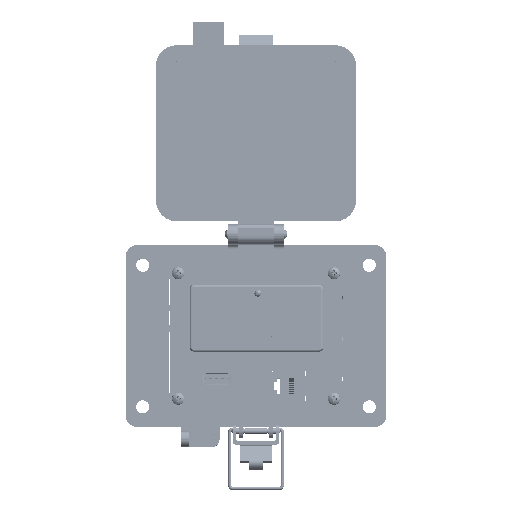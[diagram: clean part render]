
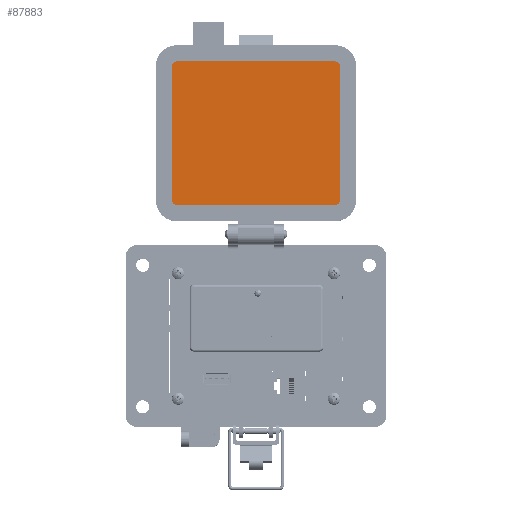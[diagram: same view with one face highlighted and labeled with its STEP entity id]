
A CAD part, top view. The second image highlights one B-rep face of the part: STEP entity #87883.
In plain terms, the highlighted planar face has unit normal (0, 0, 1).
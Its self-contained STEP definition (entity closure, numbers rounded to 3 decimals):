
#403 = CIRCLE ( 'NONE', #172330, 2.299 ) ;
#1785 = VECTOR ( 'NONE', #32753, 1000. ) ;
#3778 = DIRECTION ( 'NONE',  ( 0., -1., 0. ) ) ;
#4133 = DIRECTION ( 'NONE',  ( 0., 1., 0. ) ) ;
#5973 = LINE ( 'NONE', #127149, #1785 ) ;
#9341 = AXIS2_PLACEMENT_3D ( 'NONE', #46321, #140775, #59809 ) ;
#10338 = DIRECTION ( 'NONE',  ( 0., -1., 0. ) ) ;
#11625 = DIRECTION ( 'NONE',  ( 0., 0., -1. ) ) ;
#18255 = CARTESIAN_POINT ( 'NONE',  ( -44.769, 93.196, 19.202 ) ) ;
#23320 = VECTOR ( 'NONE', #10338, 1000. ) ;
#24244 = EDGE_LOOP ( 'NONE', ( #39117, #84533, #132425, #41003, #78799, #136397, #138672, #136828 ) ) ;
#28474 = EDGE_CURVE ( 'NONE', #70744, #139845, #63115, .T. ) ;
#32567 = VERTEX_POINT ( 'NONE', #107298 ) ;
#32753 = DIRECTION ( 'NONE',  ( -1., 0., 0. ) ) ;
#39117 = ORIENTED_EDGE ( 'NONE', *, *, #81251, .F. ) ;
#41003 = ORIENTED_EDGE ( 'NONE', *, *, #79338, .F. ) ;
#43328 = VERTEX_POINT ( 'NONE', #46139 ) ;
#44981 = CARTESIAN_POINT ( 'NONE',  ( -3.279, 128.688, 19.202 ) ) ;
#46139 = CARTESIAN_POINT ( 'NONE',  ( 38.212, 60.004, 19.202 ) ) ;
#46321 = CARTESIAN_POINT ( 'NONE',  ( 39.871, 130.108, 19.202 ) ) ;
#49132 = AXIS2_PLACEMENT_3D ( 'NONE', #147118, #66266, #160687 ) ;
#58502 = DIRECTION ( 'NONE',  ( 1., 0., 0. ) ) ;
#59809 = DIRECTION ( 'NONE',  ( -1., 0., 0. ) ) ;
#63115 = CIRCLE ( 'NONE', #49132, 2.299 ) ;
#64558 = LINE ( 'NONE', #44981, #136424 ) ;
#65383 = CARTESIAN_POINT ( 'NONE',  ( 35.912, 60.004, 19.202 ) ) ;
#66266 = DIRECTION ( 'NONE',  ( 0., 0., -1. ) ) ;
#66662 = CARTESIAN_POINT ( 'NONE',  ( 38.212, 126.389, 19.202 ) ) ;
#67120 = CARTESIAN_POINT ( 'NONE',  ( 35.912, 57.705, 19.202 ) ) ;
#68192 = EDGE_CURVE ( 'NONE', #32567, #128241, #403, .T. ) ;
#70744 = VERTEX_POINT ( 'NONE', #150065 ) ;
#72883 = PLANE ( 'NONE',  #9341 ) ;
#78799 = ORIENTED_EDGE ( 'NONE', *, *, #106182, .F. ) ;
#78979 = DIRECTION ( 'NONE',  ( 0., -1., 0. ) ) ;
#79338 = EDGE_CURVE ( 'NONE', #102591, #32567, #64558, .T. ) ;
#81251 = EDGE_CURVE ( 'NONE', #43328, #152752, #122746, .T. ) ;
#84533 = ORIENTED_EDGE ( 'NONE', *, *, #95555, .F. ) ;
#84583 = DIRECTION ( 'NONE',  ( 0., 0., -1. ) ) ;
#84998 = CARTESIAN_POINT ( 'NONE',  ( -44.769, 60.004, 19.202 ) ) ;
#87883 = ADVANCED_FACE ( 'NONE', ( #170279 ), #72883, .T. ) ;
#89854 = CARTESIAN_POINT ( 'NONE',  ( -42.469, 128.688, 19.202 ) ) ;
#92322 = CARTESIAN_POINT ( 'NONE',  ( 35.912, 126.389, 19.202 ) ) ;
#93219 = VERTEX_POINT ( 'NONE', #109159 ) ;
#95555 = EDGE_CURVE ( 'NONE', #128241, #43328, #166983, .T. ) ;
#100506 = EDGE_CURVE ( 'NONE', #152752, #70744, #5973, .T. ) ;
#102408 = LINE ( 'NONE', #18255, #174317 ) ;
#102591 = VERTEX_POINT ( 'NONE', #89854 ) ;
#105998 = DIRECTION ( 'NONE',  ( 1., 0., 0. ) ) ;
#106182 = EDGE_CURVE ( 'NONE', #93219, #102591, #124165, .T. ) ;
#107298 = CARTESIAN_POINT ( 'NONE',  ( 35.912, 128.688, 19.202 ) ) ;
#109159 = CARTESIAN_POINT ( 'NONE',  ( -44.769, 126.389, 19.202 ) ) ;
#118491 = AXIS2_PLACEMENT_3D ( 'NONE', #165443, #84583, #3778 ) ;
#122746 = CIRCLE ( 'NONE', #129394, 2.299 ) ;
#124165 = CIRCLE ( 'NONE', #118491, 2.299 ) ;
#127149 = CARTESIAN_POINT ( 'NONE',  ( -3.279, 57.705, 19.202 ) ) ;
#128241 = VERTEX_POINT ( 'NONE', #66662 ) ;
#129394 = AXIS2_PLACEMENT_3D ( 'NONE', #65383, #159776, #78979 ) ;
#132425 = ORIENTED_EDGE ( 'NONE', *, *, #68192, .F. ) ;
#136397 = ORIENTED_EDGE ( 'NONE', *, *, #147369, .F. ) ;
#136424 = VECTOR ( 'NONE', #58502, 1000. ) ;
#136828 = ORIENTED_EDGE ( 'NONE', *, *, #100506, .F. ) ;
#138672 = ORIENTED_EDGE ( 'NONE', *, *, #28474, .F. ) ;
#139845 = VERTEX_POINT ( 'NONE', #84998 ) ;
#140775 = DIRECTION ( 'NONE',  ( 0., 0., 1. ) ) ;
#147118 = CARTESIAN_POINT ( 'NONE',  ( -42.469, 60.004, 19.202 ) ) ;
#147369 = EDGE_CURVE ( 'NONE', #139845, #93219, #102408, .T. ) ;
#150065 = CARTESIAN_POINT ( 'NONE',  ( -42.469, 57.705, 19.202 ) ) ;
#152752 = VERTEX_POINT ( 'NONE', #67120 ) ;
#158383 = CARTESIAN_POINT ( 'NONE',  ( 38.212, 93.196, 19.202 ) ) ;
#159776 = DIRECTION ( 'NONE',  ( 0., 0., -1. ) ) ;
#160687 = DIRECTION ( 'NONE',  ( 1., 0., 0. ) ) ;
#165443 = CARTESIAN_POINT ( 'NONE',  ( -42.469, 126.389, 19.202 ) ) ;
#166983 = LINE ( 'NONE', #158383, #23320 ) ;
#170279 = FACE_OUTER_BOUND ( 'NONE', #24244, .T. ) ;
#172330 = AXIS2_PLACEMENT_3D ( 'NONE', #92322, #11625, #105998 ) ;
#174317 = VECTOR ( 'NONE', #4133, 1000. ) ;
